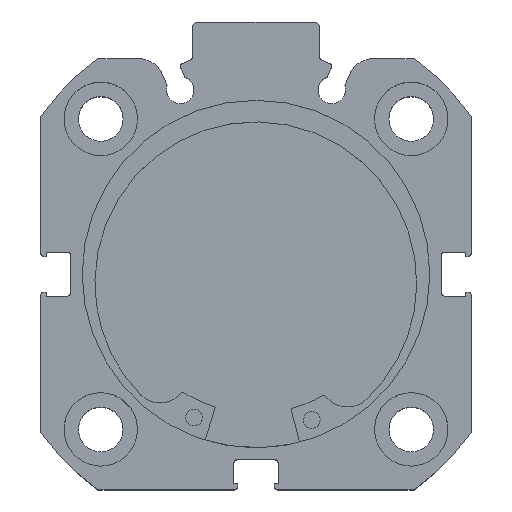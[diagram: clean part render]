
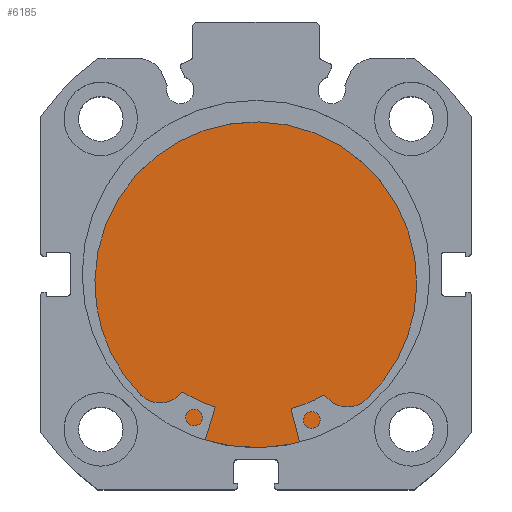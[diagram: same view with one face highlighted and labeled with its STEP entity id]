
A CAD part, top view. The second image highlights one B-rep face of the part: STEP entity #6185.
In plain terms, the highlighted face is planar.
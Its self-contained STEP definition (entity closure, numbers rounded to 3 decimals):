
#296 = EDGE_CURVE ( 'NONE', #2423, #2229, #6818, .T. ) ;
#506 = AXIS2_PLACEMENT_3D ( 'NONE', #5244, #5954, #5259 ) ;
#709 = EDGE_CURVE ( 'NONE', #2229, #2423, #2794, .T. ) ;
#960 = CARTESIAN_POINT ( 'NONE',  ( 9., 0., 26. ) ) ;
#1155 = CARTESIAN_POINT ( 'NONE',  ( 9., 0., -26. ) ) ;
#1690 = ORIENTED_EDGE ( 'NONE', *, *, #296, .F. ) ;
#1691 = ORIENTED_EDGE ( 'NONE', *, *, #709, .F. ) ;
#1949 = DIRECTION ( 'NONE',  ( 0., 0., 1. ) ) ;
#1951 = DIRECTION ( 'NONE',  ( -1., 0., 0. ) ) ;
#2039 = CARTESIAN_POINT ( 'NONE',  ( 9., 0., 0. ) ) ;
#2229 = VERTEX_POINT ( 'NONE', #960 ) ;
#2423 = VERTEX_POINT ( 'NONE', #1155 ) ;
#2794 = CIRCLE ( 'NONE', #4745, 26. ) ;
#3180 = FACE_OUTER_BOUND ( 'NONE', #4502, .T. ) ;
#3768 = CARTESIAN_POINT ( 'NONE',  ( 9., 26., 0. ) ) ;
#3769 = PLANE ( 'NONE',  #4671 ) ;
#3771 = DIRECTION ( 'NONE',  ( -1., 0., 0. ) ) ;
#3772 = DIRECTION ( 'NONE',  ( 0., 0., 1. ) ) ;
#4502 = EDGE_LOOP ( 'NONE', ( #1691, #1690 ) ) ;
#4671 = AXIS2_PLACEMENT_3D ( 'NONE', #3768, #3771, #3772 ) ;
#4745 = AXIS2_PLACEMENT_3D ( 'NONE', #2039, #1951, #1949 ) ;
#5244 = CARTESIAN_POINT ( 'NONE',  ( 9., 0., 0. ) ) ;
#5259 = DIRECTION ( 'NONE',  ( 0., 0., 1. ) ) ;
#5954 = DIRECTION ( 'NONE',  ( -1., 0., 0. ) ) ;
#6185 = ADVANCED_FACE ( 'NONE', ( #3180 ), #3769, .F. ) ;
#6818 = CIRCLE ( 'NONE', #506, 26. ) ;
